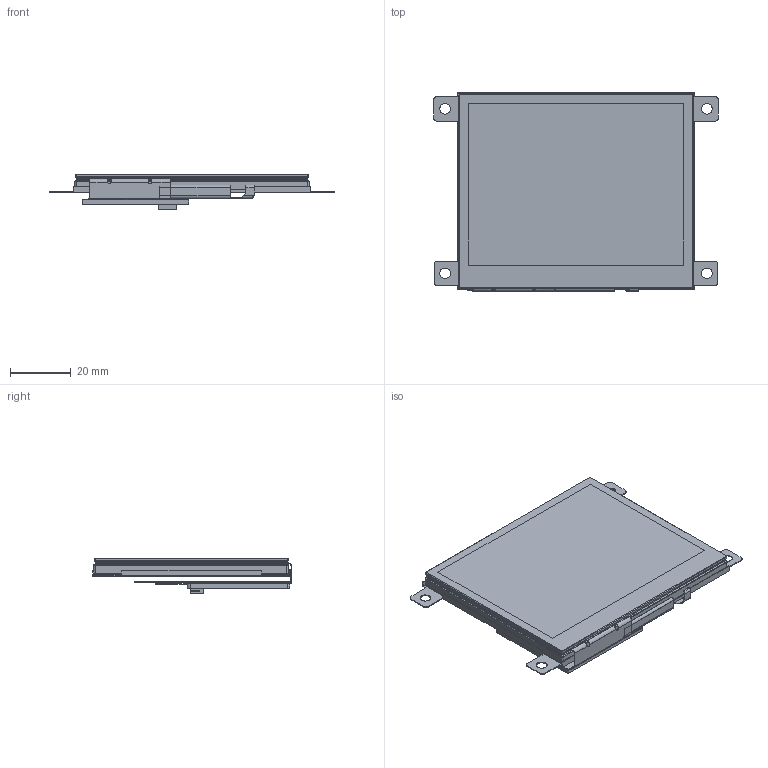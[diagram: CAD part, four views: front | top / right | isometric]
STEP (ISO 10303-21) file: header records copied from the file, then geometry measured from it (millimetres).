
FILE_DESCRIPTION(/* description */ (''),/* implementation_level */ '2;1');
FILE_NAME(/* name */ 'RVT35HHTFWCA0_Rev.1.0.stp',/* time_stamp */ '2021-09-10T14:55:47+02:00',/* author */ ('Mateusz Natywa'),/* organization */ (''),/* preprocessor_version */ 'ST-DEVELOPER v17',/* originating_system */ 'Autodesk Inventor 2019',/* authorisation */ '');
FILE_SCHEMA (('CONFIG_CONTROL_DESIGN'));
Length unit declared in the file: millimetre
Products named in the file (13): RVT35HHTNWC00_Rev.1.0; TFT; DISP; FPC; CTP; CG; SCA; SENSOR; DST_1; FPC_1; FRAME; FRAME_1; DST
Assembly tree (12 placements, depth 3):
  RVT35HHTNWC00_Rev.1.0
    TFT
      DISP
      FPC
    CTP
      CG
      SCA
      SENSOR
      DST_1
      FPC_1
    FRAME
      FRAME_1
      DST
Bounding box: 93.5 x 65.27 x 11.73 mm (x, y, z)
Volume: 29041.1 mm3; surface area: 68758.1 mm2
Topology: 10 solids, 10 shells, 677 faces, 1855 edges, 1212 vertices
Faces by surface type: plane 508, cylinder 135, bspline 22, cone 8, torus 4
Full cylindrical faces by diameter (mm): 3.5 x4
Entity records: 22225 total; most frequent: CARTESIAN_POINT 4307, ORIENTED_EDGE 3710, DIRECTION 3449, EDGE_CURVE 1855, LINE 1545, VECTOR 1545, VERTEX_POINT 1212, AXIS2_PLACEMENT_3D 952
